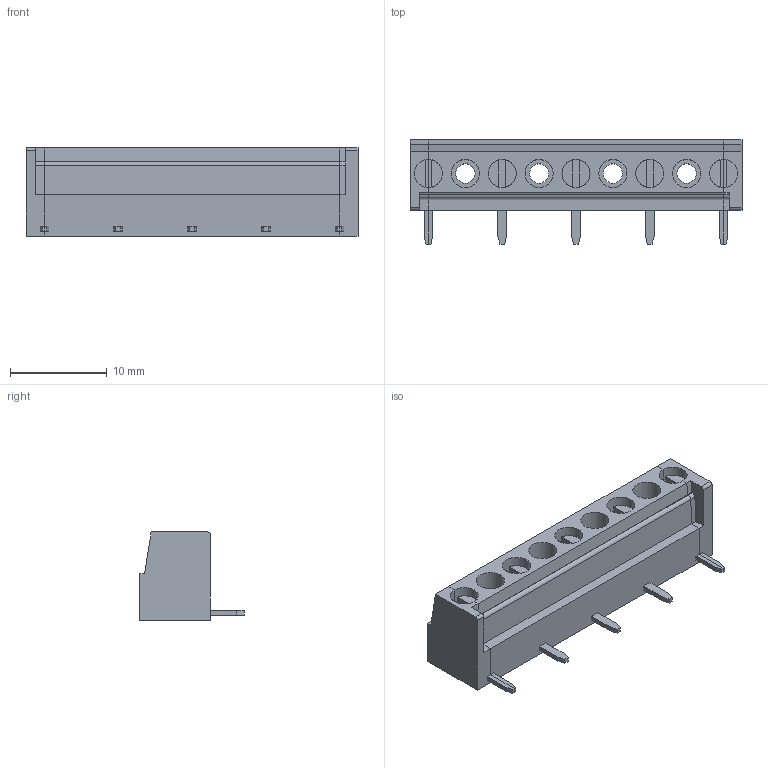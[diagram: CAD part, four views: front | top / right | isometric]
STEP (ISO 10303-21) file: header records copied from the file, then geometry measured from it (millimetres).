
FILE_DESCRIPTION( ( 'Unknown' ), '1' );
FILE_NAME( '691243400005.stp', 'Unknown', ( 'Unknown' ), ( 'Unknown' ), 'PSStep 17.0.49', 'Unknown', ' ' );
FILE_SCHEMA( ( 'AUTOMOTIVE_DESIGN { 1 0 10303 214 1 1 1 1 }' ) );
Length unit declared in the file: millimetre
Products named in the file (4): Assem1; CPA7.62SQ_CNT; CPA7.62SQ_DX; CPA7.62SQ_SX
Assembly tree (3 placements, depth 2):
  Assem1
    CPA7.62SQ_CNT
    CPA7.62SQ_DX
    CPA7.62SQ_SX
Bounding box: 34.29 x 10.8 x 9.1 mm (x, y, z)
Volume: 1399 mm3; surface area: 2172.2 mm2
Topology: 3 solids, 3 shells, 341 faces, 909 edges, 594 vertices
Faces by surface type: plane 321, cylinder 20
Full cylindrical faces by diameter (mm): 2 x4, 2.9 x7
Entity records: 13140 total; most frequent: CARTESIAN_POINT 1831, ORIENTED_EDGE 1790, DIRECTION 1642, EDGE_CURVE 895, LINE 838, VECTOR 838, VERTEX_POINT 591, AXIS2_PLACEMENT_3D 402
